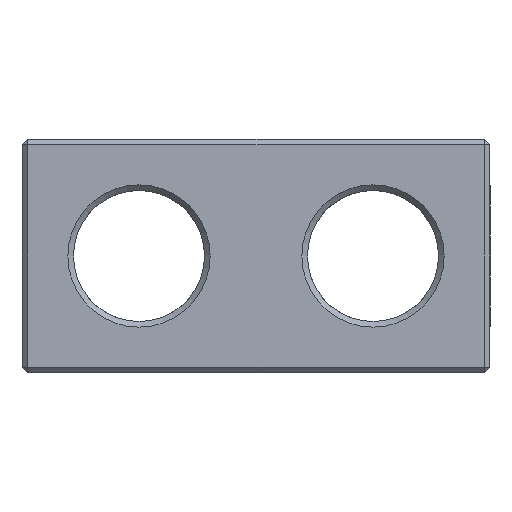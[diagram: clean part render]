
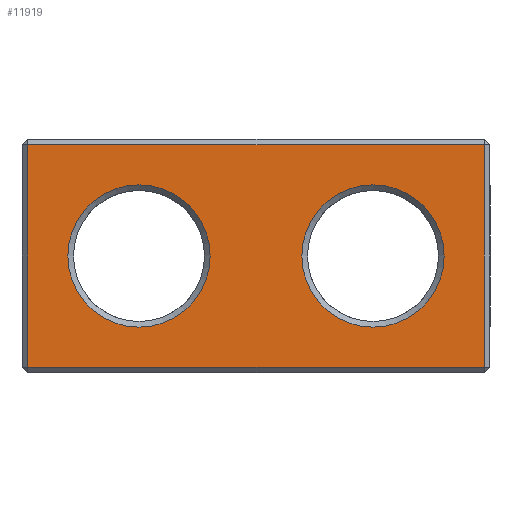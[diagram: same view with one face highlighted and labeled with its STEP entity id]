
A CAD part, left-side view. The second image highlights one B-rep face of the part: STEP entity #11919.
In plain terms, the highlighted planar face has unit normal (-1, 0, 0).
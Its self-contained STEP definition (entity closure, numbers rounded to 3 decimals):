
#1117 = PLANE('',#1118);
#1118 = AXIS2_PLACEMENT_3D('',#1119,#1120,#1121);
#1119 = CARTESIAN_POINT('',(-206.1,18.75,0.15));
#1120 = DIRECTION('',(-0.707,0.,
    -0.707));
#1121 = DIRECTION('',(0.,1.,0.));
#5511 = CONICAL_SURFACE('',#5512,3.5,0.785);
#5512 = AXIS2_PLACEMENT_3D('',#5513,#5514,#5515);
#5513 = CARTESIAN_POINT('',(-205.95,0.,6.25));
#5514 = DIRECTION('',(-1.,-0.,-0.));
#5515 = DIRECTION('',(0.,0.,1.));
#6434 = VERTEX_POINT('',#6435);
#6435 = CARTESIAN_POINT('',(-206.25,18.45,0.3));
#6456 = EDGE_CURVE('',#6434,#6457,#6459,.T.);
#6457 = VERTEX_POINT('',#6458);
#6458 = CARTESIAN_POINT('',(-206.25,-5.95,0.3));
#6459 = SURFACE_CURVE('',#6460,(#6464,#6471),.PCURVE_S1.);
#6460 = LINE('',#6461,#6462);
#6461 = CARTESIAN_POINT('',(-206.25,18.75,0.3));
#6462 = VECTOR('',#6463,1.);
#6463 = DIRECTION('',(0.,-1.,0.));
#6464 = PCURVE('',#1117,#6465);
#6465 = DEFINITIONAL_REPRESENTATION('',(#6466),#6470);
#6466 = LINE('',#6467,#6468);
#6467 = CARTESIAN_POINT('',(0.,-0.212));
#6468 = VECTOR('',#6469,1.);
#6469 = DIRECTION('',(-1.,0.));
#6470 = ( GEOMETRIC_REPRESENTATION_CONTEXT(2) 
PARAMETRIC_REPRESENTATION_CONTEXT() REPRESENTATION_CONTEXT('2D SPACE',''
  ) );
#6471 = PCURVE('',#6472,#6477);
#6472 = PLANE('',#6473);
#6473 = AXIS2_PLACEMENT_3D('',#6474,#6475,#6476);
#6474 = CARTESIAN_POINT('',(-206.25,18.75,0.));
#6475 = DIRECTION('',(1.,0.,0.));
#6476 = DIRECTION('',(0.,-1.,0.));
#6477 = DEFINITIONAL_REPRESENTATION('',(#6478),#6482);
#6478 = LINE('',#6479,#6480);
#6479 = CARTESIAN_POINT('',(0.,-0.3));
#6480 = VECTOR('',#6481,1.);
#6481 = DIRECTION('',(1.,0.));
#6482 = ( GEOMETRIC_REPRESENTATION_CONTEXT(2) 
PARAMETRIC_REPRESENTATION_CONTEXT() REPRESENTATION_CONTEXT('2D SPACE',''
  ) );
#9641 = CONICAL_SURFACE('',#9642,3.5,0.785);
#9642 = AXIS2_PLACEMENT_3D('',#9643,#9644,#9645);
#9643 = CARTESIAN_POINT('',(-205.95,12.5,6.25));
#9644 = DIRECTION('',(-1.,-0.,0.));
#9645 = DIRECTION('',(0.,0.,1.));
#9996 = VERTEX_POINT('',#9997);
#9997 = CARTESIAN_POINT('',(-206.25,0.,10.05)
  );
#10018 = EDGE_CURVE('',#9996,#9996,#10019,.T.);
#10019 = SURFACE_CURVE('',#10020,(#10025,#10032),.PCURVE_S1.);
#10020 = CIRCLE('',#10021,3.8);
#10021 = AXIS2_PLACEMENT_3D('',#10022,#10023,#10024);
#10022 = CARTESIAN_POINT('',(-206.25,0.,6.25));
#10023 = DIRECTION('',(-1.,0.,0.));
#10024 = DIRECTION('',(0.,0.,1.));
#10025 = PCURVE('',#5511,#10026);
#10026 = DEFINITIONAL_REPRESENTATION('',(#10027),#10031);
#10027 = LINE('',#10028,#10029);
#10028 = CARTESIAN_POINT('',(0.,0.3));
#10029 = VECTOR('',#10030,1.);
#10030 = DIRECTION('',(1.,0.));
#10031 = ( GEOMETRIC_REPRESENTATION_CONTEXT(2) 
PARAMETRIC_REPRESENTATION_CONTEXT() REPRESENTATION_CONTEXT('2D SPACE',''
  ) );
#10032 = PCURVE('',#6472,#10033);
#10033 = DEFINITIONAL_REPRESENTATION('',(#10034),#10042);
#10034 = ( BOUNDED_CURVE() B_SPLINE_CURVE(2,(#10035,#10036,#10037,#10038
    ,#10039,#10040,#10041),.UNSPECIFIED.,.T.,.F.) 
B_SPLINE_CURVE_WITH_KNOTS((1,2,2,2,2,1),(-2.094,0.,
    2.094,4.189,6.283,8.378),
.UNSPECIFIED.) CURVE() GEOMETRIC_REPRESENTATION_ITEM() 
RATIONAL_B_SPLINE_CURVE((1.,0.5,1.,0.5,1.,0.5,1.)) REPRESENTATION_ITEM(
  '') );
#10035 = CARTESIAN_POINT('',(18.75,-10.05));
#10036 = CARTESIAN_POINT('',(12.168,-10.05));
#10037 = CARTESIAN_POINT('',(15.459,-4.35));
#10038 = CARTESIAN_POINT('',(18.75,1.35));
#10039 = CARTESIAN_POINT('',(22.041,-4.35));
#10040 = CARTESIAN_POINT('',(25.332,-10.05));
#10041 = CARTESIAN_POINT('',(18.75,-10.05));
#10042 = ( GEOMETRIC_REPRESENTATION_CONTEXT(2) 
PARAMETRIC_REPRESENTATION_CONTEXT() REPRESENTATION_CONTEXT('2D SPACE',''
  ) );
#10177 = PLANE('',#10178);
#10178 = AXIS2_PLACEMENT_3D('',#10179,#10180,#10181);
#10179 = CARTESIAN_POINT('',(-206.1,18.6,0.));
#10180 = DIRECTION('',(-0.707,0.707,0.));
#10181 = DIRECTION('',(-0.,-0.,-1.));
#11338 = PLANE('',#11339);
#11339 = AXIS2_PLACEMENT_3D('',#11340,#11341,#11342);
#11340 = CARTESIAN_POINT('',(-206.1,-6.1,0.));
#11341 = DIRECTION('',(-0.707,-0.707,0.));
#11342 = DIRECTION('',(-0.,-0.,-1.));
#11919 = ADVANCED_FACE('',(#11920,#11995,#12025),#6472,.F.);
#11920 = FACE_BOUND('',#11921,.F.);
#11921 = EDGE_LOOP('',(#11922,#11952,#11973,#11974));
#11922 = ORIENTED_EDGE('',*,*,#11923,.T.);
#11923 = EDGE_CURVE('',#11924,#11926,#11928,.T.);
#11924 = VERTEX_POINT('',#11925);
#11925 = CARTESIAN_POINT('',(-206.25,18.45,12.2));
#11926 = VERTEX_POINT('',#11927);
#11927 = CARTESIAN_POINT('',(-206.25,-5.95,12.2));
#11928 = SURFACE_CURVE('',#11929,(#11933,#11940),.PCURVE_S1.);
#11929 = LINE('',#11930,#11931);
#11930 = CARTESIAN_POINT('',(-206.25,18.75,12.2));
#11931 = VECTOR('',#11932,1.);
#11932 = DIRECTION('',(0.,-1.,0.));
#11933 = PCURVE('',#6472,#11934);
#11934 = DEFINITIONAL_REPRESENTATION('',(#11935),#11939);
#11935 = LINE('',#11936,#11937);
#11936 = CARTESIAN_POINT('',(0.,-12.2));
#11937 = VECTOR('',#11938,1.);
#11938 = DIRECTION('',(1.,0.));
#11939 = ( GEOMETRIC_REPRESENTATION_CONTEXT(2) 
PARAMETRIC_REPRESENTATION_CONTEXT() REPRESENTATION_CONTEXT('2D SPACE',''
  ) );
#11940 = PCURVE('',#11941,#11946);
#11941 = PLANE('',#11942);
#11942 = AXIS2_PLACEMENT_3D('',#11943,#11944,#11945);
#11943 = CARTESIAN_POINT('',(-206.1,18.75,12.35));
#11944 = DIRECTION('',(0.707,0.,-0.707));
#11945 = DIRECTION('',(0.,1.,0.));
#11946 = DEFINITIONAL_REPRESENTATION('',(#11947),#11951);
#11947 = LINE('',#11948,#11949);
#11948 = CARTESIAN_POINT('',(-0.,-0.212));
#11949 = VECTOR('',#11950,1.);
#11950 = DIRECTION('',(-1.,0.));
#11951 = ( GEOMETRIC_REPRESENTATION_CONTEXT(2) 
PARAMETRIC_REPRESENTATION_CONTEXT() REPRESENTATION_CONTEXT('2D SPACE',''
  ) );
#11952 = ORIENTED_EDGE('',*,*,#11953,.F.);
#11953 = EDGE_CURVE('',#6457,#11926,#11954,.T.);
#11954 = SURFACE_CURVE('',#11955,(#11959,#11966),.PCURVE_S1.);
#11955 = LINE('',#11956,#11957);
#11956 = CARTESIAN_POINT('',(-206.25,-5.95,0.));
#11957 = VECTOR('',#11958,1.);
#11958 = DIRECTION('',(0.,0.,1.));
#11959 = PCURVE('',#6472,#11960);
#11960 = DEFINITIONAL_REPRESENTATION('',(#11961),#11965);
#11961 = LINE('',#11962,#11963);
#11962 = CARTESIAN_POINT('',(24.7,0.));
#11963 = VECTOR('',#11964,1.);
#11964 = DIRECTION('',(0.,-1.));
#11965 = ( GEOMETRIC_REPRESENTATION_CONTEXT(2) 
PARAMETRIC_REPRESENTATION_CONTEXT() REPRESENTATION_CONTEXT('2D SPACE',''
  ) );
#11966 = PCURVE('',#11338,#11967);
#11967 = DEFINITIONAL_REPRESENTATION('',(#11968),#11972);
#11968 = LINE('',#11969,#11970);
#11969 = CARTESIAN_POINT('',(-0.,-0.212));
#11970 = VECTOR('',#11971,1.);
#11971 = DIRECTION('',(-1.,0.));
#11972 = ( GEOMETRIC_REPRESENTATION_CONTEXT(2) 
PARAMETRIC_REPRESENTATION_CONTEXT() REPRESENTATION_CONTEXT('2D SPACE',''
  ) );
#11973 = ORIENTED_EDGE('',*,*,#6456,.F.);
#11974 = ORIENTED_EDGE('',*,*,#11975,.T.);
#11975 = EDGE_CURVE('',#6434,#11924,#11976,.T.);
#11976 = SURFACE_CURVE('',#11977,(#11981,#11988),.PCURVE_S1.);
#11977 = LINE('',#11978,#11979);
#11978 = CARTESIAN_POINT('',(-206.25,18.45,0.));
#11979 = VECTOR('',#11980,1.);
#11980 = DIRECTION('',(0.,0.,1.));
#11981 = PCURVE('',#6472,#11982);
#11982 = DEFINITIONAL_REPRESENTATION('',(#11983),#11987);
#11983 = LINE('',#11984,#11985);
#11984 = CARTESIAN_POINT('',(0.3,0.));
#11985 = VECTOR('',#11986,1.);
#11986 = DIRECTION('',(0.,-1.));
#11987 = ( GEOMETRIC_REPRESENTATION_CONTEXT(2) 
PARAMETRIC_REPRESENTATION_CONTEXT() REPRESENTATION_CONTEXT('2D SPACE',''
  ) );
#11988 = PCURVE('',#10177,#11989);
#11989 = DEFINITIONAL_REPRESENTATION('',(#11990),#11994);
#11990 = LINE('',#11991,#11992);
#11991 = CARTESIAN_POINT('',(-0.,0.212));
#11992 = VECTOR('',#11993,1.);
#11993 = DIRECTION('',(-1.,0.));
#11994 = ( GEOMETRIC_REPRESENTATION_CONTEXT(2) 
PARAMETRIC_REPRESENTATION_CONTEXT() REPRESENTATION_CONTEXT('2D SPACE',''
  ) );
#11995 = FACE_BOUND('',#11996,.F.);
#11996 = EDGE_LOOP('',(#11997));
#11997 = ORIENTED_EDGE('',*,*,#11998,.T.);
#11998 = EDGE_CURVE('',#11999,#11999,#12001,.T.);
#11999 = VERTEX_POINT('',#12000);
#12000 = CARTESIAN_POINT('',(-206.25,12.5,10.05));
#12001 = SURFACE_CURVE('',#12002,(#12007,#12018),.PCURVE_S1.);
#12002 = CIRCLE('',#12003,3.8);
#12003 = AXIS2_PLACEMENT_3D('',#12004,#12005,#12006);
#12004 = CARTESIAN_POINT('',(-206.25,12.5,6.25));
#12005 = DIRECTION('',(-1.,0.,0.));
#12006 = DIRECTION('',(0.,0.,1.));
#12007 = PCURVE('',#6472,#12008);
#12008 = DEFINITIONAL_REPRESENTATION('',(#12009),#12017);
#12009 = ( BOUNDED_CURVE() B_SPLINE_CURVE(2,(#12010,#12011,#12012,#12013
    ,#12014,#12015,#12016),.UNSPECIFIED.,.T.,.F.) 
B_SPLINE_CURVE_WITH_KNOTS((1,2,2,2,2,1),(-2.094,0.,
    2.094,4.189,6.283,8.378),
.UNSPECIFIED.) CURVE() GEOMETRIC_REPRESENTATION_ITEM() 
RATIONAL_B_SPLINE_CURVE((1.,0.5,1.,0.5,1.,0.5,1.)) REPRESENTATION_ITEM(
  '') );
#12010 = CARTESIAN_POINT('',(6.25,-10.05));
#12011 = CARTESIAN_POINT('',(-0.332,-10.05));
#12012 = CARTESIAN_POINT('',(2.959,-4.35));
#12013 = CARTESIAN_POINT('',(6.25,1.35));
#12014 = CARTESIAN_POINT('',(9.541,-4.35));
#12015 = CARTESIAN_POINT('',(12.832,-10.05));
#12016 = CARTESIAN_POINT('',(6.25,-10.05));
#12017 = ( GEOMETRIC_REPRESENTATION_CONTEXT(2) 
PARAMETRIC_REPRESENTATION_CONTEXT() REPRESENTATION_CONTEXT('2D SPACE',''
  ) );
#12018 = PCURVE('',#9641,#12019);
#12019 = DEFINITIONAL_REPRESENTATION('',(#12020),#12024);
#12020 = LINE('',#12021,#12022);
#12021 = CARTESIAN_POINT('',(0.,0.3));
#12022 = VECTOR('',#12023,1.);
#12023 = DIRECTION('',(1.,0.));
#12024 = ( GEOMETRIC_REPRESENTATION_CONTEXT(2) 
PARAMETRIC_REPRESENTATION_CONTEXT() REPRESENTATION_CONTEXT('2D SPACE',''
  ) );
#12025 = FACE_BOUND('',#12026,.F.);
#12026 = EDGE_LOOP('',(#12027));
#12027 = ORIENTED_EDGE('',*,*,#10018,.T.);
